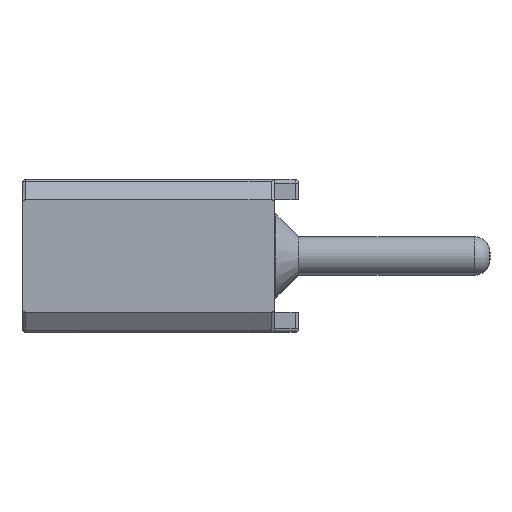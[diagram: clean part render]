
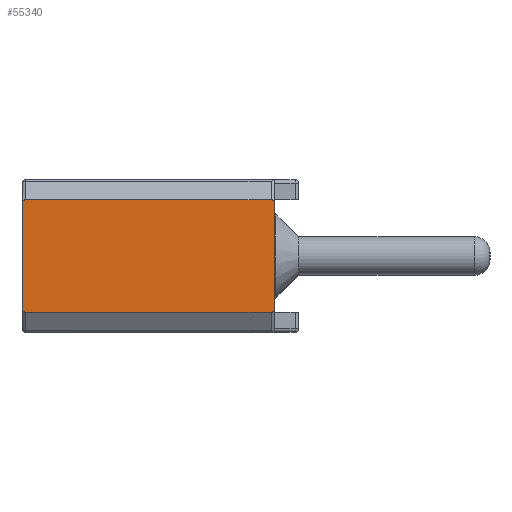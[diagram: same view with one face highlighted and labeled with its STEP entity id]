
A CAD part, left-side view. The second image highlights one B-rep face of the part: STEP entity #55340.
In plain terms, the highlighted planar face has unit normal (-1, 0, 0).
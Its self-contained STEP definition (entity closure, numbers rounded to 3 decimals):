
#1823 = DIRECTION ( 'NONE',  ( 0., 1., 0. ) ) ;
#2229 = VERTEX_POINT ( 'NONE', #13151 ) ;
#2659 = CARTESIAN_POINT ( 'NONE',  ( -1.27, 2.1, -0.879 ) ) ;
#3552 = DIRECTION ( 'NONE',  ( -1., 0., 0. ) ) ;
#3735 = CARTESIAN_POINT ( 'NONE',  ( -1.27, 0., 0. ) ) ;
#5999 = AXIS2_PLACEMENT_3D ( 'NONE', #46481, #12468, #52179 ) ;
#10823 = CARTESIAN_POINT ( 'NONE',  ( -1.27, -2.1, -0.879 ) ) ;
#10970 = CARTESIAN_POINT ( 'NONE',  ( -1.27, -2.1, -1.27 ) ) ;
#12468 = DIRECTION ( 'NONE',  ( -1., 0., 0. ) ) ;
#12980 = LINE ( 'NONE', #10970, #71607 ) ;
#13151 = CARTESIAN_POINT ( 'NONE',  ( -1.27, 2.1, 0.879 ) ) ;
#13390 = VECTOR ( 'NONE', #26349, 1000. ) ;
#14109 = VERTEX_POINT ( 'NONE', #43424 ) ;
#14582 = CARTESIAN_POINT ( 'NONE',  ( -1.27, 2.04, 0.939 ) ) ;
#15803 = CARTESIAN_POINT ( 'NONE',  ( -1.27, -2.1, 0.879 ) ) ;
#16533 = FACE_OUTER_BOUND ( 'NONE', #31038, .T. ) ;
#17548 = VERTEX_POINT ( 'NONE', #15803 ) ;
#18143 = EDGE_CURVE ( 'NONE', #17548, #70759, #12980, .T. ) ;
#20694 = ORIENTED_EDGE ( 'NONE', *, *, #45733, .T. ) ;
#20876 = DIRECTION ( 'NONE',  ( 0., 0., 1. ) ) ;
#22395 = AXIS2_PLACEMENT_3D ( 'NONE', #23389, #63139, #29138 ) ;
#22927 = DIRECTION ( 'NONE',  ( 0., 0., 1. ) ) ;
#23389 = CARTESIAN_POINT ( 'NONE',  ( -1.27, -2.04, -0.879 ) ) ;
#26287 = DIRECTION ( 'NONE',  ( -1., 0., 0. ) ) ;
#26349 = DIRECTION ( 'NONE',  ( 0., 1., 0. ) ) ;
#28102 = ORIENTED_EDGE ( 'NONE', *, *, #42136, .T. ) ;
#28521 = LINE ( 'NONE', #37459, #13390 ) ;
#29138 = DIRECTION ( 'NONE',  ( 0., 0., 1. ) ) ;
#29450 = VECTOR ( 'NONE', #1823, 1000. ) ;
#30235 = LINE ( 'NONE', #68376, #56870 ) ;
#30406 = CARTESIAN_POINT ( 'NONE',  ( -1.27, -5.681, -0.939 ) ) ;
#30641 = EDGE_CURVE ( 'NONE', #49640, #14109, #48076, .T. ) ;
#31038 = EDGE_LOOP ( 'NONE', ( #39680, #64526, #41417, #71598, #60783, #20694, #58806, #28102 ) ) ;
#32030 = PLANE ( 'NONE',  #61189 ) ;
#33115 = EDGE_CURVE ( 'NONE', #70066, #2229, #30235, .T. ) ;
#34724 = CIRCLE ( 'NONE', #22395, 0.06 ) ;
#37459 = CARTESIAN_POINT ( 'NONE',  ( -1.27, -5.681, 0.939 ) ) ;
#37551 = CARTESIAN_POINT ( 'NONE',  ( -1.27, 2.04, 0.879 ) ) ;
#39094 = VERTEX_POINT ( 'NONE', #47922 ) ;
#39680 = ORIENTED_EDGE ( 'NONE', *, *, #46050, .T. ) ;
#40283 = CIRCLE ( 'NONE', #73573, 0.06 ) ;
#41417 = ORIENTED_EDGE ( 'NONE', *, *, #33115, .F. ) ;
#41814 = EDGE_CURVE ( 'NONE', #61644, #2229, #40283, .T. ) ;
#41984 = CIRCLE ( 'NONE', #5999, 0.06 ) ;
#42136 = EDGE_CURVE ( 'NONE', #17548, #39094, #41984, .T. ) ;
#43261 = DIRECTION ( 'NONE',  ( 0., 0., 1. ) ) ;
#43424 = CARTESIAN_POINT ( 'NONE',  ( -1.27, 2.04, -0.939 ) ) ;
#45733 = EDGE_CURVE ( 'NONE', #49640, #70759, #34724, .T. ) ;
#46050 = EDGE_CURVE ( 'NONE', #39094, #61644, #28521, .T. ) ;
#46481 = CARTESIAN_POINT ( 'NONE',  ( -1.27, -2.04, 0.879 ) ) ;
#47922 = CARTESIAN_POINT ( 'NONE',  ( -1.27, -2.04, 0.939 ) ) ;
#48076 = LINE ( 'NONE', #30406, #29450 ) ;
#48941 = CARTESIAN_POINT ( 'NONE',  ( -1.27, -2.04, -0.939 ) ) ;
#49640 = VERTEX_POINT ( 'NONE', #48941 ) ;
#50670 = DIRECTION ( 'NONE',  ( 0., 0., -1. ) ) ;
#52179 = DIRECTION ( 'NONE',  ( 0., 0., 1. ) ) ;
#54887 = DIRECTION ( 'NONE',  ( -1., 0., 0. ) ) ;
#55340 = ADVANCED_FACE ( 'NONE', ( #16533 ), #32030, .T. ) ;
#56780 = CIRCLE ( 'NONE', #65748, 0.06 ) ;
#56870 = VECTOR ( 'NONE', #22927, 1000. ) ;
#58806 = ORIENTED_EDGE ( 'NONE', *, *, #18143, .F. ) ;
#60305 = CARTESIAN_POINT ( 'NONE',  ( -1.27, 2.04, -0.879 ) ) ;
#60783 = ORIENTED_EDGE ( 'NONE', *, *, #30641, .F. ) ;
#61189 = AXIS2_PLACEMENT_3D ( 'NONE', #3735, #54887, #20876 ) ;
#61644 = VERTEX_POINT ( 'NONE', #14582 ) ;
#63139 = DIRECTION ( 'NONE',  ( -1., 0., 0. ) ) ;
#64526 = ORIENTED_EDGE ( 'NONE', *, *, #41814, .T. ) ;
#65748 = AXIS2_PLACEMENT_3D ( 'NONE', #60305, #26287, #65990 ) ;
#65990 = DIRECTION ( 'NONE',  ( 0., 0., 1. ) ) ;
#68376 = CARTESIAN_POINT ( 'NONE',  ( -1.27, 2.1, -1.27 ) ) ;
#70066 = VERTEX_POINT ( 'NONE', #2659 ) ;
#70133 = EDGE_CURVE ( 'NONE', #70066, #14109, #56780, .T. ) ;
#70759 = VERTEX_POINT ( 'NONE', #10823 ) ;
#71598 = ORIENTED_EDGE ( 'NONE', *, *, #70133, .T. ) ;
#71607 = VECTOR ( 'NONE', #50670, 1000. ) ;
#73573 = AXIS2_PLACEMENT_3D ( 'NONE', #37551, #3552, #43261 ) ;
